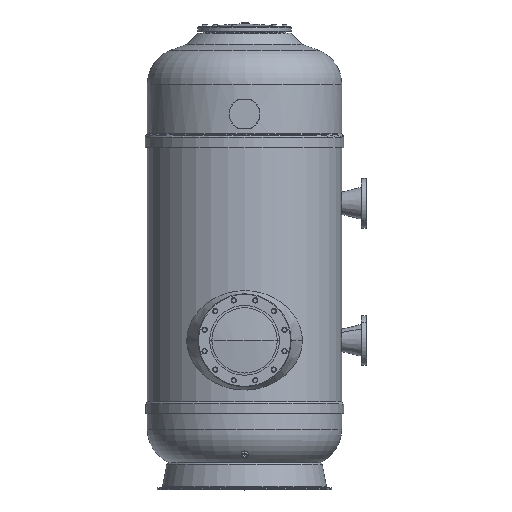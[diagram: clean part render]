
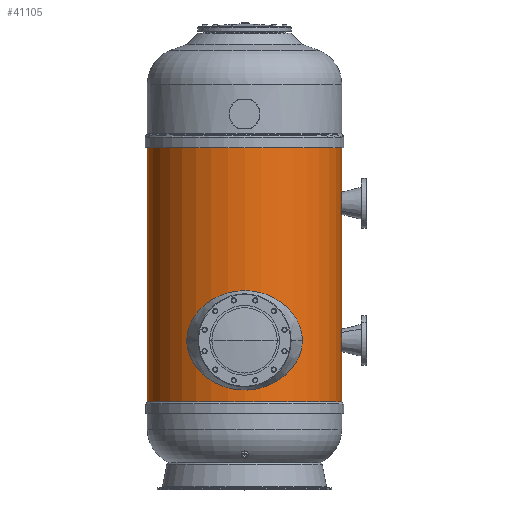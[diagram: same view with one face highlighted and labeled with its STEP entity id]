
A CAD part, top view. The second image highlights one B-rep face of the part: STEP entity #41105.
In plain terms, the highlighted cylindrical face has radius 390 mm (diameter 780 mm), a partial arc.
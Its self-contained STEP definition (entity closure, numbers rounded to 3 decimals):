
#2123 = LINE ( 'NONE', #31457, #28378 ) ;
#3172 = CARTESIAN_POINT ( 'NONE',  ( 740., 1414.154, -350. ) ) ;
#4269 = DIRECTION ( 'NONE',  ( 0., 1., 0. ) ) ;
#4632 = EDGE_CURVE ( 'NONE', #50479, #47901, #2123, .T. ) ;
#5282 = EDGE_LOOP ( 'NONE', ( #50629, #10749, #52663, #37914 ) ) ;
#6469 = DIRECTION ( 'NONE',  ( 0., 1., 0. ) ) ;
#7431 = VERTEX_POINT ( 'NONE', #14829 ) ;
#7775 = CYLINDRICAL_SURFACE ( 'NONE', #21185, 390. ) ;
#9572 = CIRCLE ( 'NONE', #17502, 390. ) ;
#10749 = ORIENTED_EDGE ( 'NONE', *, *, #4632, .T. ) ;
#13245 = CARTESIAN_POINT ( 'NONE',  ( 350., 1961.417, -350. ) ) ;
#14829 = CARTESIAN_POINT ( 'NONE',  ( -40., 352.946, -350. ) ) ;
#17343 = AXIS2_PLACEMENT_3D ( 'NONE', #25068, #4269, #46532 ) ;
#17502 = AXIS2_PLACEMENT_3D ( 'NONE', #40013, #28435, #18873 ) ;
#18177 = DIRECTION ( 'NONE',  ( 0., 1., 0. ) ) ;
#18873 = DIRECTION ( 'NONE',  ( -1., 0., 0. ) ) ;
#18927 = VERTEX_POINT ( 'NONE', #44555 ) ;
#21185 = AXIS2_PLACEMENT_3D ( 'NONE', #13245, #18177, #51682 ) ;
#24247 = CARTESIAN_POINT ( 'NONE',  ( -40., 1961.417, -350. ) ) ;
#25068 = CARTESIAN_POINT ( 'NONE',  ( 350., 352.946, -350. ) ) ;
#26092 = EDGE_CURVE ( 'NONE', #7431, #18927, #32829, .T. ) ;
#26926 = VECTOR ( 'NONE', #49808, 1000. ) ;
#28378 = VECTOR ( 'NONE', #6469, 1000. ) ;
#28435 = DIRECTION ( 'NONE',  ( 0., 1., 0. ) ) ;
#28636 = FACE_OUTER_BOUND ( 'NONE', #5282, .T. ) ;
#31457 = CARTESIAN_POINT ( 'NONE',  ( 740., 1961.417, -350. ) ) ;
#32829 = LINE ( 'NONE', #24247, #26926 ) ;
#34995 = EDGE_CURVE ( 'NONE', #18927, #47901, #9572, .T. ) ;
#37712 = CARTESIAN_POINT ( 'NONE',  ( 740., 352.946, -350. ) ) ;
#37914 = ORIENTED_EDGE ( 'NONE', *, *, #26092, .F. ) ;
#38422 = CIRCLE ( 'NONE', #17343, 390. ) ;
#40013 = CARTESIAN_POINT ( 'NONE',  ( 350., 1414.154, -350. ) ) ;
#41105 = ADVANCED_FACE ( 'NONE', ( #28636 ), #7775, .T. ) ;
#44555 = CARTESIAN_POINT ( 'NONE',  ( -40., 1414.154, -350. ) ) ;
#46005 = EDGE_CURVE ( 'NONE', #7431, #50479, #38422, .T. ) ;
#46532 = DIRECTION ( 'NONE',  ( -1., 0., 0. ) ) ;
#47901 = VERTEX_POINT ( 'NONE', #3172 ) ;
#49808 = DIRECTION ( 'NONE',  ( 0., 1., 0. ) ) ;
#50479 = VERTEX_POINT ( 'NONE', #37712 ) ;
#50629 = ORIENTED_EDGE ( 'NONE', *, *, #46005, .T. ) ;
#51682 = DIRECTION ( 'NONE',  ( -1., 0., 0. ) ) ;
#52663 = ORIENTED_EDGE ( 'NONE', *, *, #34995, .F. ) ;
